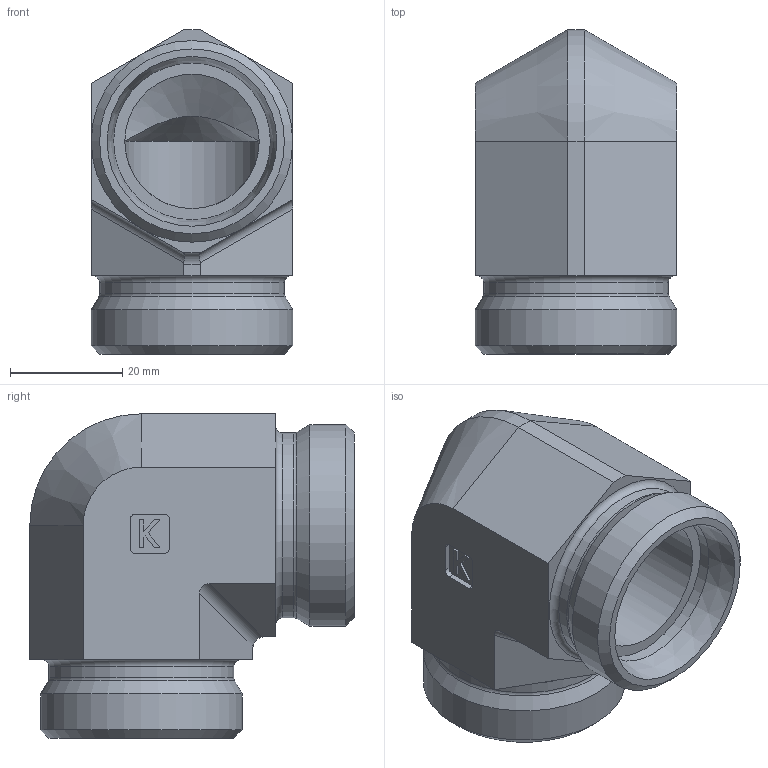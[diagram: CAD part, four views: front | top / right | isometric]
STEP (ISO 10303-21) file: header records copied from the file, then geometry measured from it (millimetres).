
FILE_DESCRIPTION((''),'2;1');
FILE_NAME('351283636.stp','2014-08-13T11:29:05',(''),('KNOMI spol. s r. o.'),'Autodesk Inventor 2012','Autodesk Inventor 2012','');
FILE_SCHEMA(('AUTOMOTIVE_DESIGN { 1 2 10303 214 0 1 1 1 }'));
Length unit declared in the file: millimetre
Products named in the file (1): LS2 28L M36x2/M36x2
Bounding box: 36 x 57.92 x 57.92 mm (x, y, z)
Volume: 42696.2 mm3; surface area: 15711.3 mm2
Topology: 1 solids, 1 shells, 68 faces, 165 edges, 105 vertices
Faces by surface type: plane 38, cylinder 16, cone 10, torus 4
Full cylindrical faces by diameter (mm): 24 x2, 28 x2, 33 x2, 36 x2
Entity records: 1886 total; most frequent: CARTESIAN_POINT 330, DIRECTION 324, ORIENTED_EDGE 284, EDGE_CURVE 142, AXIS2_PLACEMENT_3D 114, VERTEX_POINT 100, VECTOR 96, LINE 96
